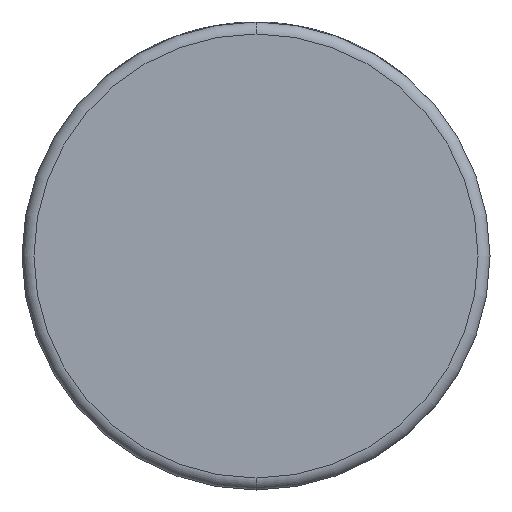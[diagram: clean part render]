
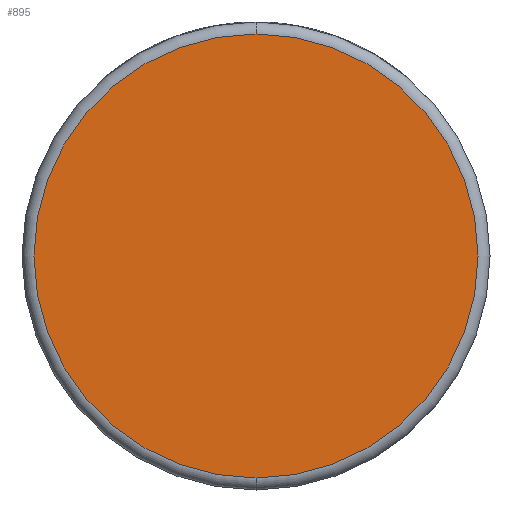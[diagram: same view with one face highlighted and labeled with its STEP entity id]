
A CAD part, front view. The second image highlights one B-rep face of the part: STEP entity #895.
In plain terms, the highlighted planar face has unit normal (0, -1, 0).
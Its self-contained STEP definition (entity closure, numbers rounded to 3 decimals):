
#245 = ORIENTED_EDGE ( 'NONE', *, *, #1274, .T. ) ;
#579 = VERTEX_POINT ( 'NONE', #1174 ) ;
#667 = DIRECTION ( 'NONE',  ( 0., -1., 0. ) ) ;
#693 = VERTEX_POINT ( 'NONE', #2703 ) ;
#735 = DIRECTION ( 'NONE',  ( 0., 1., 0. ) ) ;
#895 = ADVANCED_FACE ( 'NONE', ( #1426 ), #5043, .F. ) ;
#1174 = CARTESIAN_POINT ( 'NONE',  ( 0., 0., 37. ) ) ;
#1274 = EDGE_CURVE ( 'NONE', #693, #579, #1661, .T. ) ;
#1426 = FACE_OUTER_BOUND ( 'NONE', #4372, .T. ) ;
#1428 = DIRECTION ( 'NONE',  ( 0., 0., 1. ) ) ;
#1661 = CIRCLE ( 'NONE', #4740, 37. ) ;
#1771 = CARTESIAN_POINT ( 'NONE',  ( 0., 0., 0. ) ) ;
#2169 = DIRECTION ( 'NONE',  ( 0., -1., 0. ) ) ;
#2566 = DIRECTION ( 'NONE',  ( 0., 0., 1. ) ) ;
#2703 = CARTESIAN_POINT ( 'NONE',  ( 0., 0., -37. ) ) ;
#2739 = AXIS2_PLACEMENT_3D ( 'NONE', #1771, #667, #1428 ) ;
#2776 = EDGE_CURVE ( 'NONE', #579, #693, #4146, .T. ) ;
#3041 = CARTESIAN_POINT ( 'NONE',  ( 0., 0., 0. ) ) ;
#3419 = ORIENTED_EDGE ( 'NONE', *, *, #2776, .T. ) ;
#3622 = AXIS2_PLACEMENT_3D ( 'NONE', #3041, #735, #5062 ) ;
#4146 = CIRCLE ( 'NONE', #2739, 37. ) ;
#4372 = EDGE_LOOP ( 'NONE', ( #3419, #245 ) ) ;
#4740 = AXIS2_PLACEMENT_3D ( 'NONE', #4895, #2169, #2566 ) ;
#4895 = CARTESIAN_POINT ( 'NONE',  ( 0., 0., 0. ) ) ;
#5043 = PLANE ( 'NONE',  #3622 ) ;
#5062 = DIRECTION ( 'NONE',  ( 0., 0., 1. ) ) ;
